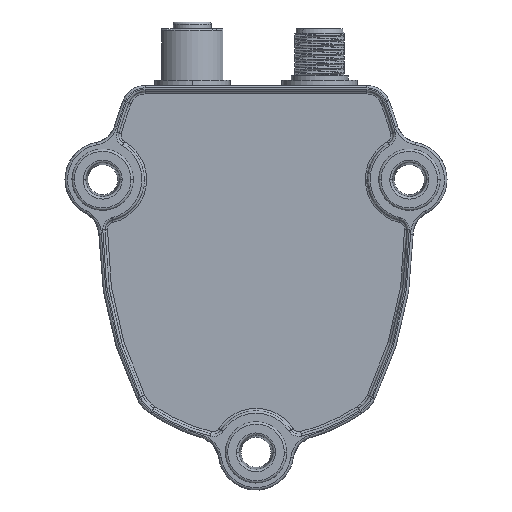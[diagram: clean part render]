
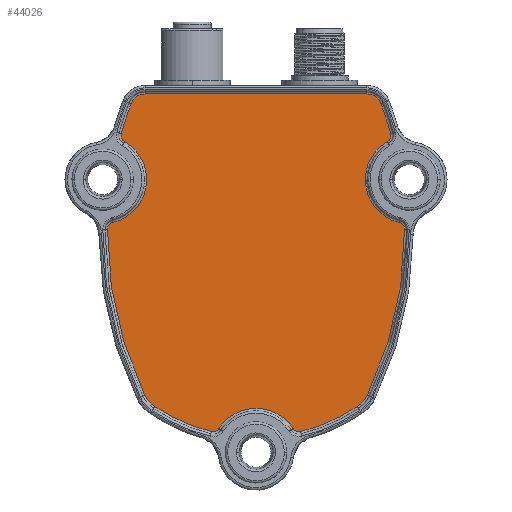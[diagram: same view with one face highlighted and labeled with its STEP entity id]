
A CAD part, front view. The second image highlights one B-rep face of the part: STEP entity #44026.
In plain terms, the highlighted planar face has unit normal (0, -1, 0).
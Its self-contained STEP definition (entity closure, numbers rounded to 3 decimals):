
#14283=CARTESIAN_POINT('',(-34.247,5.659,
10.265));
#14284=DIRECTION('',(0.,1.,0.));
#14285=DIRECTION('',(-1.,0.,0.011));
#14286=AXIS2_PLACEMENT_3D('',#14283,#14284,#14285);
#14288=CARTESIAN_POINT('',(-36.775,5.659,
20.789));
#14289=DIRECTION('',(0.,-1.,0.));
#14290=DIRECTION('',(0.234,0.,-0.972));
#14291=AXIS2_PLACEMENT_3D('',#14288,#14289,#14290);
#14293=CARTESIAN_POINT('',(-31.381,5.659,
30.173));
#14294=DIRECTION('',(0.,1.,0.));
#14295=DIRECTION('',(-0.498,0.,-0.867));
#14296=AXIS2_PLACEMENT_3D('',#14293,#14294,#14295);
#14298=CARTESIAN_POINT('',(42.425,5.659,9.389));
#14299=DIRECTION('',(0.,1.,0.));
#14300=DIRECTION('',(-0.963,0.,0.271));
#14301=AXIS2_PLACEMENT_3D('',#14298,#14299,#14300);
#14303=CARTESIAN_POINT('',(-27.775,5.659,
35.789));
#14304=DIRECTION('',(0.,1.,0.));
#14305=DIRECTION('',(-0.936,0.,0.352));
#14306=AXIS2_PLACEMENT_3D('',#14303,#14304,#14305);
#14308=CARTESIAN_POINT('',(19.225,5.659,35.789));
#14309=DIRECTION('',(0.,1.,0.));
#14310=DIRECTION('',(0.,0.,1.));
#14311=AXIS2_PLACEMENT_3D('',#14308,#14309,#14310);
#14313=CARTESIAN_POINT('',(-50.975,5.659,
9.389));
#14314=DIRECTION('',(0.,1.,0.));
#14315=DIRECTION('',(0.936,0.,0.352));
#14316=AXIS2_PLACEMENT_3D('',#14313,#14314,#14315);
#14318=CARTESIAN_POINT('',(22.831,5.659,30.173));
#14319=DIRECTION('',(0.,1.,0.));
#14320=DIRECTION('',(0.963,0.,0.271));
#14321=AXIS2_PLACEMENT_3D('',#14318,#14319,#14320);
#14323=CARTESIAN_POINT('',(28.225,5.659,20.789));
#14324=DIRECTION('',(0.,-1.,0.));
#14325=DIRECTION('',(-0.498,0.,0.867));
#14326=AXIS2_PLACEMENT_3D('',#14323,#14324,#14325);
#14328=CARTESIAN_POINT('',(25.696,5.659,10.265));
#14329=DIRECTION('',(0.,1.,0.));
#14330=DIRECTION('',(0.234,0.,0.972));
#14331=AXIS2_PLACEMENT_3D('',#14328,#14329,#14330);
#14333=CARTESIAN_POINT('',(-50.975,5.659,
9.389));
#14334=DIRECTION('',(0.,1.,0.));
#14335=DIRECTION('',(1.,0.,0.011));
#14336=AXIS2_PLACEMENT_3D('',#14333,#14334,#14335);
#14338=CARTESIAN_POINT('',(13.746,5.659,
-22.157));
#14339=DIRECTION('',(0.,1.,0.));
#14340=DIRECTION('',(0.899,0.,-0.438));
#14341=AXIS2_PLACEMENT_3D('',#14338,#14339,#14340);
#14343=CARTESIAN_POINT('',(-4.275,5.659,
4.889));
#14344=DIRECTION('',(0.,1.,0.));
#14345=DIRECTION('',(0.555,0.,-0.832));
#14346=AXIS2_PLACEMENT_3D('',#14343,#14344,#14345);
#14348=CARTESIAN_POINT('',(4.828,5.659,
-31.156));
#14349=DIRECTION('',(0.,1.,0.));
#14350=DIRECTION('',(0.245,0.,-0.97));
#14351=AXIS2_PLACEMENT_3D('',#14348,#14349,#14350);
#14353=CARTESIAN_POINT('',(-4.275,5.659,
-37.011));
#14354=DIRECTION('',(0.,-1.,0.));
#14355=DIRECTION('',(0.841,0.,0.541));
#14356=AXIS2_PLACEMENT_3D('',#14353,#14354,#14355);
#14358=CARTESIAN_POINT('',(-13.378,5.659,
-31.156));
#14359=DIRECTION('',(0.,1.,0.));
#14360=DIRECTION('',(0.841,0.,-0.541));
#14361=AXIS2_PLACEMENT_3D('',#14358,#14359,#14360);
#14363=CARTESIAN_POINT('',(-4.275,5.659,
4.889));
#14364=DIRECTION('',(0.,1.,0.));
#14365=DIRECTION('',(-0.245,0.,-0.97));
#14366=AXIS2_PLACEMENT_3D('',#14363,#14364,#14365);
#14368=CARTESIAN_POINT('',(-22.297,5.659,
-22.157));
#14369=DIRECTION('',(0.,1.,0.));
#14370=DIRECTION('',(-0.555,0.,-0.832));
#14371=AXIS2_PLACEMENT_3D('',#14368,#14369,#14370);
#14373=CARTESIAN_POINT('',(42.425,5.659,9.389));
#14374=DIRECTION('',(0.,1.,0.));
#14375=DIRECTION('',(-0.899,0.,-0.438));
#14376=AXIS2_PLACEMENT_3D('',#14373,#14374,#14375);
#14438=DIRECTION('',(-1.,0.,0.));
#14439=VECTOR('',#14438,47.);
#14440=CARTESIAN_POINT('',(19.225,5.659,38.964));
#14441=LINE('',#14440,#14439);
#15104=CARTESIAN_POINT('',(-35.745,5.659,
10.282));
#15105=CARTESIAN_POINT('',(-34.597,5.659,
11.722));
#15106=VERTEX_POINT('',#15104);
#15107=VERTEX_POINT('',#15105);
#15108=CARTESIAN_POINT('',(-32.128,5.659,
28.873));
#15109=VERTEX_POINT('',#15108);
#15110=CARTESIAN_POINT('',(-32.824,5.659,
30.579));
#15111=VERTEX_POINT('',#15110);
#15112=CARTESIAN_POINT('',(-30.747,5.659,
36.907));
#15113=VERTEX_POINT('',#15112);
#15114=CARTESIAN_POINT('',(-27.775,5.659,
38.964));
#15115=VERTEX_POINT('',#15114);
#15116=CARTESIAN_POINT('',(19.225,5.659,38.964));
#15117=VERTEX_POINT('',#15116);
#15118=CARTESIAN_POINT('',(22.197,5.659,36.907));
#15119=VERTEX_POINT('',#15118);
#15120=CARTESIAN_POINT('',(24.273,5.659,30.579));
#15121=VERTEX_POINT('',#15120);
#15122=CARTESIAN_POINT('',(23.577,5.659,28.873));
#15123=VERTEX_POINT('',#15122);
#15124=CARTESIAN_POINT('',(26.046,5.659,11.722));
#15125=VERTEX_POINT('',#15124);
#15126=CARTESIAN_POINT('',(27.195,5.659,10.282));
#15127=VERTEX_POINT('',#15126);
#15128=CARTESIAN_POINT('',(19.297,5.659,
-24.862));
#15129=VERTEX_POINT('',#15128);
#15130=CARTESIAN_POINT('',(17.17,5.659,
-27.296));
#15131=VERTEX_POINT('',#15130);
#15132=CARTESIAN_POINT('',(5.195,5.659,
-32.609));
#15133=VERTEX_POINT('',#15132);
#15134=CARTESIAN_POINT('',(3.567,5.659,
-31.966));
#15135=VERTEX_POINT('',#15134);
#15136=CARTESIAN_POINT('',(-12.118,5.659,
-31.966));
#15137=VERTEX_POINT('',#15136);
#15138=CARTESIAN_POINT('',(-13.745,5.659,
-32.609));
#15139=VERTEX_POINT('',#15138);
#15140=CARTESIAN_POINT('',(-25.721,5.659,
-27.296));
#15141=VERTEX_POINT('',#15140);
#15142=CARTESIAN_POINT('',(-27.848,5.659,
-24.862));
#15143=VERTEX_POINT('',#15142);
#43980=CARTESIAN_POINT('',(-4.275,5.659,
-2.711));
#43981=DIRECTION('',(0.,-1.,0.));
#43982=DIRECTION('',(-1.,0.,0.));
#43983=AXIS2_PLACEMENT_3D('',#43980,#43981,#43982);
#43984=PLANE('',#43983);
#43986=ORIENTED_EDGE('',*,*,#43985,.T.);
#43988=ORIENTED_EDGE('',*,*,#43987,.T.);
#43990=ORIENTED_EDGE('',*,*,#43989,.T.);
#43992=ORIENTED_EDGE('',*,*,#43991,.T.);
#43994=ORIENTED_EDGE('',*,*,#43993,.T.);
#43996=ORIENTED_EDGE('',*,*,#43995,.F.);
#43998=ORIENTED_EDGE('',*,*,#43997,.T.);
#44000=ORIENTED_EDGE('',*,*,#43999,.T.);
#44002=ORIENTED_EDGE('',*,*,#44001,.T.);
#44004=ORIENTED_EDGE('',*,*,#44003,.T.);
#44006=ORIENTED_EDGE('',*,*,#44005,.T.);
#44008=ORIENTED_EDGE('',*,*,#44007,.T.);
#44010=ORIENTED_EDGE('',*,*,#44009,.T.);
#44012=ORIENTED_EDGE('',*,*,#44011,.T.);
#44014=ORIENTED_EDGE('',*,*,#44013,.T.);
#44016=ORIENTED_EDGE('',*,*,#44015,.T.);
#44018=ORIENTED_EDGE('',*,*,#44017,.T.);
#44020=ORIENTED_EDGE('',*,*,#44019,.T.);
#44021=ORIENTED_EDGE('',*,*,#43963,.T.);
#44023=ORIENTED_EDGE('',*,*,#44022,.T.);
#44024=EDGE_LOOP('',(#43986,#43988,#43990,#43992,#43994,#43996,#43998,#44000,
#44002,#44004,#44006,#44008,#44010,#44012,#44014,#44016,#44018,#44020,#44021,
#44023));
#44025=FACE_OUTER_BOUND('',#44024,.F.);
#44026=ADVANCED_FACE('',(#44025),#43984,.T.);
#14287=CIRCLE('',#14286,1.499);
#14292=CIRCLE('',#14291,9.325);
#14297=CIRCLE('',#14296,1.499);
#14302=CIRCLE('',#14301,78.175);
#14307=CIRCLE('',#14306,3.175);
#14312=CIRCLE('',#14311,3.175);
#14317=CIRCLE('',#14316,78.175);
#14322=CIRCLE('',#14321,1.499);
#14327=CIRCLE('',#14326,9.325);
#14332=CIRCLE('',#14331,1.499);
#14337=CIRCLE('',#14336,78.175);
#14342=CIRCLE('',#14341,6.175);
#14347=CIRCLE('',#14346,38.675);
#14352=CIRCLE('',#14351,1.499);
#14357=CIRCLE('',#14356,9.325);
#14362=CIRCLE('',#14361,1.499);
#14367=CIRCLE('',#14366,38.675);
#14372=CIRCLE('',#14371,6.175);
#14377=CIRCLE('',#14376,78.175);
#43963=EDGE_CURVE('',#15141,#15143,#14372,.T.);
#43985=EDGE_CURVE('',#15106,#15107,#14287,.T.);
#43987=EDGE_CURVE('',#15107,#15109,#14292,.T.);
#43989=EDGE_CURVE('',#15109,#15111,#14297,.T.);
#43991=EDGE_CURVE('',#15111,#15113,#14302,.T.);
#43993=EDGE_CURVE('',#15113,#15115,#14307,.T.);
#43995=EDGE_CURVE('',#15117,#15115,#14441,.T.);
#43997=EDGE_CURVE('',#15117,#15119,#14312,.T.);
#43999=EDGE_CURVE('',#15119,#15121,#14317,.T.);
#44001=EDGE_CURVE('',#15121,#15123,#14322,.T.);
#44003=EDGE_CURVE('',#15123,#15125,#14327,.T.);
#44005=EDGE_CURVE('',#15125,#15127,#14332,.T.);
#44007=EDGE_CURVE('',#15127,#15129,#14337,.T.);
#44009=EDGE_CURVE('',#15129,#15131,#14342,.T.);
#44011=EDGE_CURVE('',#15131,#15133,#14347,.T.);
#44013=EDGE_CURVE('',#15133,#15135,#14352,.T.);
#44015=EDGE_CURVE('',#15135,#15137,#14357,.T.);
#44017=EDGE_CURVE('',#15137,#15139,#14362,.T.);
#44019=EDGE_CURVE('',#15139,#15141,#14367,.T.);
#44022=EDGE_CURVE('',#15143,#15106,#14377,.T.);
